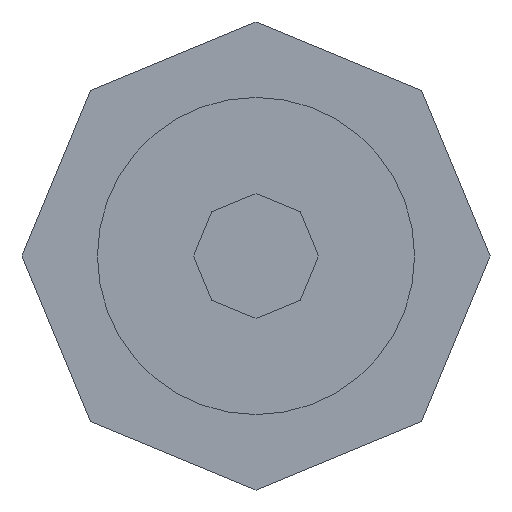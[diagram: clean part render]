
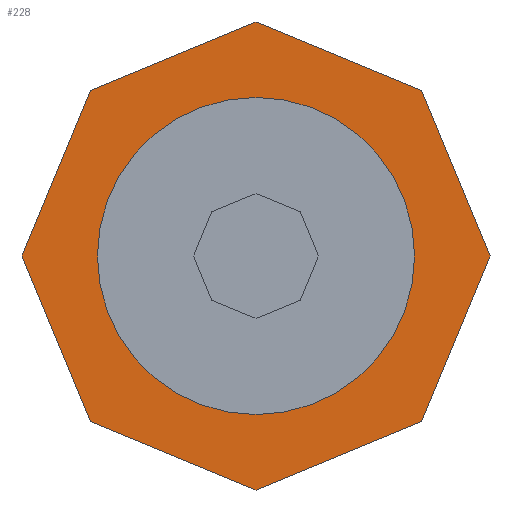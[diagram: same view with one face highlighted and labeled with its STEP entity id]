
A CAD part, front view. The second image highlights one B-rep face of the part: STEP entity #228.
In plain terms, the highlighted planar face has unit normal (0, -1, 0).
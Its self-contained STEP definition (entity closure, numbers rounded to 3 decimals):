
#20 = EDGE_CURVE ( 'NONE', #1246, #1166, #606, .T. ) ;
#34 = PLANE ( 'NONE',  #998 ) ;
#77 = CARTESIAN_POINT ( 'NONE',  ( -2.87, -17.75, 2.87 ) ) ;
#91 = DIRECTION ( 'NONE',  ( 0., 0., -1. ) ) ;
#101 = ORIENTED_EDGE ( 'NONE', *, *, #20, .T. ) ;
#121 = CARTESIAN_POINT ( 'NONE',  ( -2.87, -17.75, 2.87 ) ) ;
#127 = CARTESIAN_POINT ( 'NONE',  ( 0., -17.75, 4.059 ) ) ;
#136 = EDGE_CURVE ( 'NONE', #833, #1687, #1535, .T. ) ;
#161 = AXIS2_PLACEMENT_3D ( 'NONE', #1467, #1585, #1180 ) ;
#228 = ADVANCED_FACE ( 'NONE', ( #1680, #1596 ), #34, .T. ) ;
#257 = CIRCLE ( 'NONE', #161, 1.5 ) ;
#311 = CARTESIAN_POINT ( 'NONE',  ( 4.059, -17.75, 0. ) ) ;
#330 = CARTESIAN_POINT ( 'NONE',  ( 4.059, -17.75, 0. ) ) ;
#341 = CARTESIAN_POINT ( 'NONE',  ( 0., -17.75, 0. ) ) ;
#360 = DIRECTION ( 'NONE',  ( -0.383, 0., -0.924 ) ) ;
#361 = ORIENTED_EDGE ( 'NONE', *, *, #846, .T. ) ;
#381 = VECTOR ( 'NONE', #1685, 1000. ) ;
#382 = VECTOR ( 'NONE', #956, 1000. ) ;
#430 = DIRECTION ( 'NONE',  ( 0.383, 0., -0.924 ) ) ;
#431 = DIRECTION ( 'NONE',  ( 0., -1., 0. ) ) ;
#451 = VECTOR ( 'NONE', #1363, 1000. ) ;
#457 = EDGE_CURVE ( 'NONE', #1491, #833, #742, .T. ) ;
#461 = ORIENTED_EDGE ( 'NONE', *, *, #542, .T. ) ;
#501 = AXIS2_PLACEMENT_3D ( 'NONE', #341, #1001, #91 ) ;
#530 = CARTESIAN_POINT ( 'NONE',  ( 0., -17.75, 1.5 ) ) ;
#542 = EDGE_CURVE ( 'NONE', #1687, #1246, #708, .T. ) ;
#590 = CARTESIAN_POINT ( 'NONE',  ( -4.059, -17.75, 0. ) ) ;
#606 = LINE ( 'NONE', #77, #1284 ) ;
#608 = EDGE_CURVE ( 'NONE', #1721, #1600, #257, .T. ) ;
#622 = ORIENTED_EDGE ( 'NONE', *, *, #810, .T. ) ;
#628 = ORIENTED_EDGE ( 'NONE', *, *, #975, .T. ) ;
#629 = ORIENTED_EDGE ( 'NONE', *, *, #1314, .T. ) ;
#678 = CARTESIAN_POINT ( 'NONE',  ( 0., -17.75, -4.059 ) ) ;
#680 = CARTESIAN_POINT ( 'NONE',  ( 0., -17.75, -4.059 ) ) ;
#692 = EDGE_LOOP ( 'NONE', ( #628, #1712, #1091, #461, #101, #629, #361, #622 ) ) ;
#708 = LINE ( 'NONE', #1019, #1432 ) ;
#742 = LINE ( 'NONE', #311, #1305 ) ;
#810 = EDGE_CURVE ( 'NONE', #1673, #1242, #1141, .T. ) ;
#818 = CARTESIAN_POINT ( 'NONE',  ( 0., -17.75, 0. ) ) ;
#833 = VERTEX_POINT ( 'NONE', #1617 ) ;
#843 = VECTOR ( 'NONE', #430, 1000. ) ;
#846 = EDGE_CURVE ( 'NONE', #1012, #1673, #1036, .T. ) ;
#900 = LINE ( 'NONE', #590, #843 ) ;
#942 = CARTESIAN_POINT ( 'NONE',  ( 2.87, -17.75, -2.87 ) ) ;
#956 = DIRECTION ( 'NONE',  ( 0.924, 0., 0.383 ) ) ;
#975 = EDGE_CURVE ( 'NONE', #1242, #1491, #1388, .T. ) ;
#998 = AXIS2_PLACEMENT_3D ( 'NONE', #818, #431, #1244 ) ;
#1001 = DIRECTION ( 'NONE',  ( 0., -1., 0. ) ) ;
#1012 = VERTEX_POINT ( 'NONE', #1436 ) ;
#1019 = CARTESIAN_POINT ( 'NONE',  ( 0., -17.75, 4.059 ) ) ;
#1036 = LINE ( 'NONE', #1226, #1158 ) ;
#1091 = ORIENTED_EDGE ( 'NONE', *, *, #136, .T. ) ;
#1094 = CARTESIAN_POINT ( 'NONE',  ( 0., -17.75, -1.5 ) ) ;
#1116 = ORIENTED_EDGE ( 'NONE', *, *, #1425, .F. ) ;
#1132 = EDGE_LOOP ( 'NONE', ( #1116, #1408 ) ) ;
#1141 = LINE ( 'NONE', #678, #382 ) ;
#1158 = VECTOR ( 'NONE', #1359, 1000. ) ;
#1166 = VERTEX_POINT ( 'NONE', #1456 ) ;
#1180 = DIRECTION ( 'NONE',  ( 0., 0., -1. ) ) ;
#1226 = CARTESIAN_POINT ( 'NONE',  ( -2.87, -17.75, -2.87 ) ) ;
#1242 = VERTEX_POINT ( 'NONE', #942 ) ;
#1244 = DIRECTION ( 'NONE',  ( 0., 0., -1. ) ) ;
#1246 = VERTEX_POINT ( 'NONE', #121 ) ;
#1261 = DIRECTION ( 'NONE',  ( -0.383, 0., 0.924 ) ) ;
#1268 = CARTESIAN_POINT ( 'NONE',  ( 2.87, -17.75, -2.87 ) ) ;
#1284 = VECTOR ( 'NONE', #360, 1000. ) ;
#1305 = VECTOR ( 'NONE', #1261, 1000. ) ;
#1314 = EDGE_CURVE ( 'NONE', #1166, #1012, #900, .T. ) ;
#1359 = DIRECTION ( 'NONE',  ( 0.924, 0., -0.383 ) ) ;
#1363 = DIRECTION ( 'NONE',  ( -0.924, 0., 0.383 ) ) ;
#1388 = LINE ( 'NONE', #1268, #381 ) ;
#1408 = ORIENTED_EDGE ( 'NONE', *, *, #608, .F. ) ;
#1425 = EDGE_CURVE ( 'NONE', #1600, #1721, #1706, .T. ) ;
#1432 = VECTOR ( 'NONE', #1434, 1000. ) ;
#1434 = DIRECTION ( 'NONE',  ( -0.924, 0., -0.383 ) ) ;
#1436 = CARTESIAN_POINT ( 'NONE',  ( -2.87, -17.75, -2.87 ) ) ;
#1456 = CARTESIAN_POINT ( 'NONE',  ( -4.059, -17.75, 0. ) ) ;
#1467 = CARTESIAN_POINT ( 'NONE',  ( 0., -17.75, 0. ) ) ;
#1488 = CARTESIAN_POINT ( 'NONE',  ( 2.87, -17.75, 2.87 ) ) ;
#1491 = VERTEX_POINT ( 'NONE', #330 ) ;
#1535 = LINE ( 'NONE', #1488, #451 ) ;
#1585 = DIRECTION ( 'NONE',  ( 0., -1., 0. ) ) ;
#1596 = FACE_OUTER_BOUND ( 'NONE', #692, .T. ) ;
#1600 = VERTEX_POINT ( 'NONE', #530 ) ;
#1617 = CARTESIAN_POINT ( 'NONE',  ( 2.87, -17.75, 2.87 ) ) ;
#1673 = VERTEX_POINT ( 'NONE', #680 ) ;
#1680 = FACE_BOUND ( 'NONE', #1132, .T. ) ;
#1685 = DIRECTION ( 'NONE',  ( 0.383, 0., 0.924 ) ) ;
#1687 = VERTEX_POINT ( 'NONE', #127 ) ;
#1706 = CIRCLE ( 'NONE', #501, 1.5 ) ;
#1712 = ORIENTED_EDGE ( 'NONE', *, *, #457, .T. ) ;
#1721 = VERTEX_POINT ( 'NONE', #1094 ) ;
